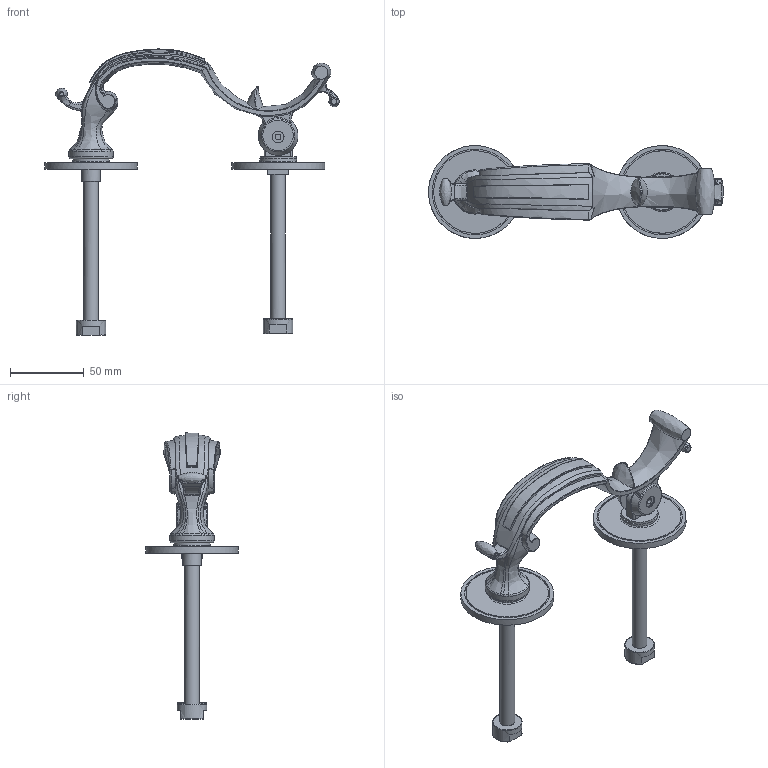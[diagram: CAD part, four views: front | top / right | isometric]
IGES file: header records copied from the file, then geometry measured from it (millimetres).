
Global section: file name: P7009; native system: Autodesk Inventor 2018; preprocessor: unknown; author: ashami; date: 20180725.121200; units: millimetre
Bounding box: 200.04 x 62.94 x 194.18 mm (x, y, z)
Volume: 122066.8 mm3; surface area: 54066.9 mm2
Topology: 9 solids, 9 shells, 401 faces, 1009 edges, 639 vertices
Faces by surface type: bspline 401
